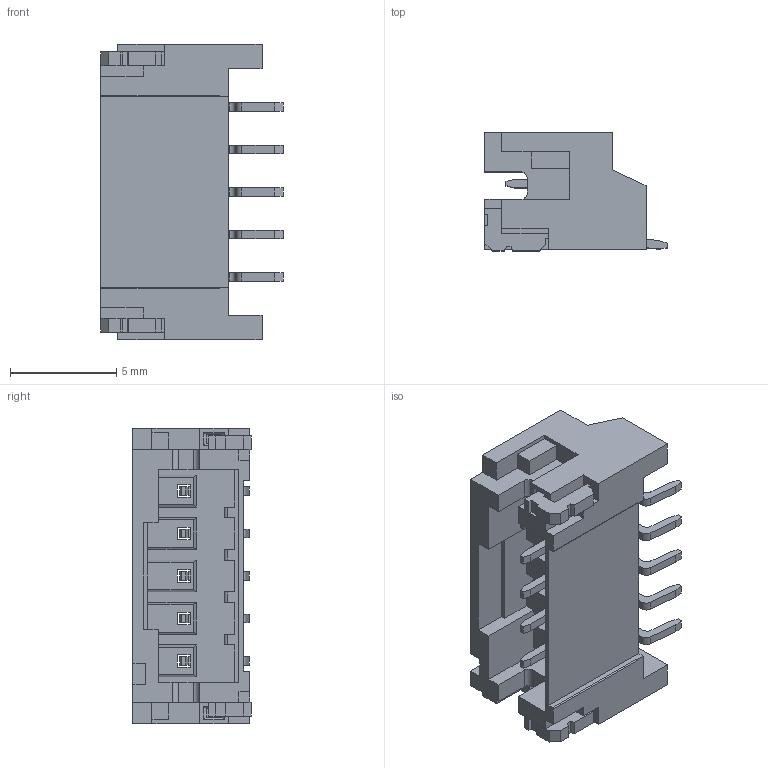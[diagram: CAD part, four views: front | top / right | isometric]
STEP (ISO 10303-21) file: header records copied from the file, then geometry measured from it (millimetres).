
FILE_DESCRIPTION (( 'STEP AP214' ), '1' );
FILE_NAME ('S5B-PH-SM4-TB(LF)(SN).STEP', '2021-11-19T04:12:02', ( '' ), ( '' ), 'SwSTEP 2.0', 'SolidWorks 2018', '' );
FILE_SCHEMA (( 'AUTOMOTIVE_DESIGN' ));
Length unit declared in the file: millimetre
Products named in the file (1): S5B-PH-SM4-TB(LF)(SN)
Bounding box: 8.6 x 5.58 x 13.9 mm (x, y, z)
Volume: 275.3 mm3; surface area: 709.9 mm2
Topology: 8 solids, 8 shells, 320 faces, 906 edges, 604 vertices
Faces by surface type: plane 286, cylinder 34
Entity records: 11061 total; most frequent: CARTESIAN_POINT 1831, ORIENTED_EDGE 1812, DIRECTION 1616, EDGE_CURVE 906, VECTOR 838, LINE 838, VERTEX_POINT 604, AXIS2_PLACEMENT_3D 389
